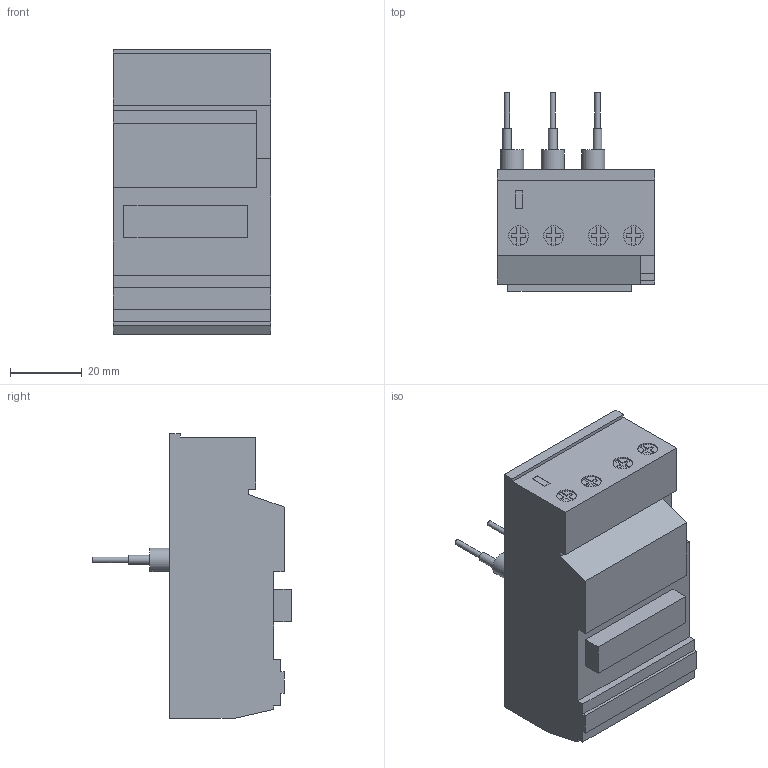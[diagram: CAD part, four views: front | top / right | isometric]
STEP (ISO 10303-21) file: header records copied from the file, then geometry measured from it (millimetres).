
FILE_DESCRIPTION(/* description */ (''),/* implementation_level */ '2;1');
FILE_NAME(/* name */ 'rfa9.stp',/* time_stamp */ '2019-06-20T13:57:29+02:00',/* author */ ('UTP'),/* organization */ (''),/* preprocessor_version */ 'ST-DEVELOPER v16.1',/* originating_system */ 'Autodesk Inventor 2016',/* authorisation */ '');
FILE_SCHEMA (('AUTOMOTIVE_DESIGN { 1 0 10303 214 3 1 1 }'));
Length unit declared in the file: millimetre
Products named in the file (1): rf9
Bounding box: 44 x 55.5 x 79.5 mm (x, y, z)
Volume: 101143.4 mm3; surface area: 15644 mm2
Topology: 1 solids, 1 shells, 109 faces, 272 edges, 180 vertices
Faces by surface type: plane 96, cylinder 13
Full cylindrical faces by diameter (mm): 1.5 x3, 2.5 x3, 5.5 x4, 6.5 x3
Entity records: 3171 total; most frequent: CARTESIAN_POINT 549, ORIENTED_EDGE 518, DIRECTION 517, EDGE_CURVE 259, LINE 221, VECTOR 221, VERTEX_POINT 180, AXIS2_PLACEMENT_3D 148
